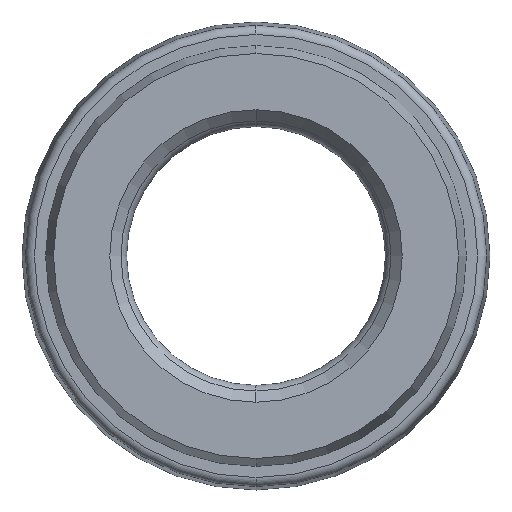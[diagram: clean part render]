
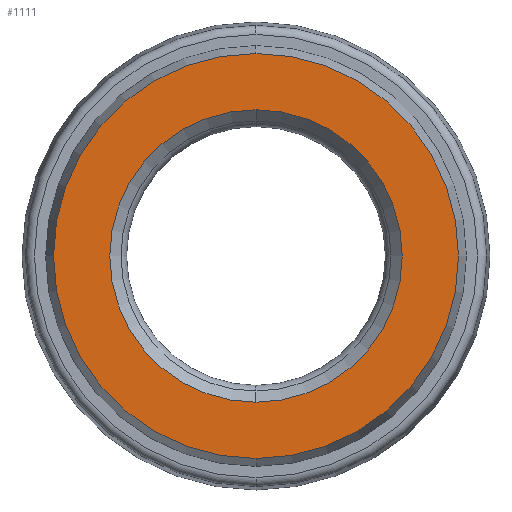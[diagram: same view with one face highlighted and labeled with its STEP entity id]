
A CAD part, left-side view. The second image highlights one B-rep face of the part: STEP entity #1111.
In plain terms, the highlighted planar face has unit normal (-1, 0, 0).
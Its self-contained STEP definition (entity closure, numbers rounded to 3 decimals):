
#116 = DIRECTION ( 'NONE',  ( 1., 0., 0. ) ) ;
#122 = CARTESIAN_POINT ( 'NONE',  ( 0., 0., 0. ) ) ;
#123 = DIRECTION ( 'NONE',  ( 0., 0., -1. ) ) ;
#139 = DIRECTION ( 'NONE',  ( 0., 0., -1. ) ) ;
#143 = CARTESIAN_POINT ( 'NONE',  ( 0., 0., 0. ) ) ;
#144 = DIRECTION ( 'NONE',  ( 0., 0., 1. ) ) ;
#149 = DIRECTION ( 'NONE',  ( -1., 0., 0. ) ) ;
#151 = CARTESIAN_POINT ( 'NONE',  ( 0., 0., 0. ) ) ;
#152 = DIRECTION ( 'NONE',  ( 1., 0., 0. ) ) ;
#182 = DIRECTION ( 'NONE',  ( 0., 0., 1. ) ) ;
#184 = CARTESIAN_POINT ( 'NONE',  ( 0., 0., -6.5 ) ) ;
#187 = CARTESIAN_POINT ( 'NONE',  ( 0., 0., 6.5 ) ) ;
#189 = DIRECTION ( 'NONE',  ( -1., 0., 0. ) ) ;
#194 = CARTESIAN_POINT ( 'NONE',  ( 0., 0., 9. ) ) ;
#202 = CARTESIAN_POINT ( 'NONE',  ( 0., 0., -9. ) ) ;
#207 = CARTESIAN_POINT ( 'NONE',  ( 0., 0., 0. ) ) ;
#270 = AXIS2_PLACEMENT_3D ( 'NONE', #207, #189, #182 ) ;
#285 = AXIS2_PLACEMENT_3D ( 'NONE', #143, #149, #144 ) ;
#290 = AXIS2_PLACEMENT_3D ( 'NONE', #151, #152, #139 ) ;
#305 = AXIS2_PLACEMENT_3D ( 'NONE', #122, #116, #123 ) ;
#327 = EDGE_CURVE ( 'NONE', #972, #967, #715, .T. ) ;
#330 = EDGE_CURVE ( 'NONE', #983, #995, #697, .T. ) ;
#334 = EDGE_CURVE ( 'NONE', #967, #972, #724, .T. ) ;
#340 = EDGE_CURVE ( 'NONE', #995, #983, #734, .T. ) ;
#400 = PLANE ( 'NONE',  #532 ) ;
#401 = CARTESIAN_POINT ( 'NONE',  ( 0., 6., 0. ) ) ;
#405 = DIRECTION ( 'NONE',  ( 1., 0., 0. ) ) ;
#449 = DIRECTION ( 'NONE',  ( 0., 0., -1. ) ) ;
#532 = AXIS2_PLACEMENT_3D ( 'NONE', #401, #405, #449 ) ;
#610 = ORIENTED_EDGE ( 'NONE', *, *, #334, .T. ) ;
#658 = ORIENTED_EDGE ( 'NONE', *, *, #327, .T. ) ;
#660 = ORIENTED_EDGE ( 'NONE', *, *, #330, .T. ) ;
#697 = CIRCLE ( 'NONE', #285, 9. ) ;
#715 = CIRCLE ( 'NONE', #305, 6.5 ) ;
#724 = CIRCLE ( 'NONE', #290, 6.5 ) ;
#734 = CIRCLE ( 'NONE', #270, 9. ) ;
#755 = FACE_OUTER_BOUND ( 'NONE', #990, .T. ) ;
#779 = FACE_BOUND ( 'NONE', #937, .T. ) ;
#937 = EDGE_LOOP ( 'NONE', ( #658, #610 ) ) ;
#967 = VERTEX_POINT ( 'NONE', #184 ) ;
#972 = VERTEX_POINT ( 'NONE', #187 ) ;
#983 = VERTEX_POINT ( 'NONE', #194 ) ;
#990 = EDGE_LOOP ( 'NONE', ( #1045, #660 ) ) ;
#995 = VERTEX_POINT ( 'NONE', #202 ) ;
#1045 = ORIENTED_EDGE ( 'NONE', *, *, #340, .T. ) ;
#1111 = ADVANCED_FACE ( 'NONE', ( #779, #755 ), #400, .F. ) ;
